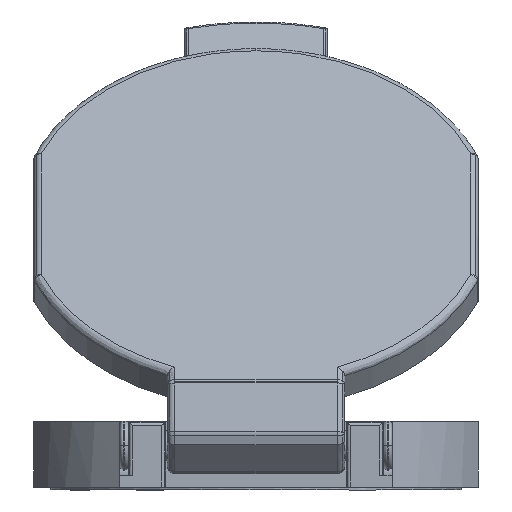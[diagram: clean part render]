
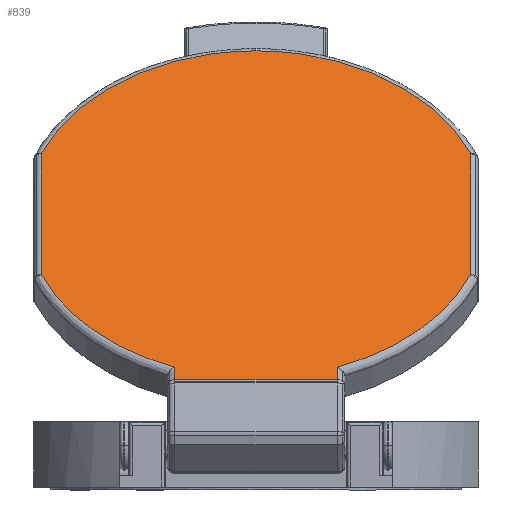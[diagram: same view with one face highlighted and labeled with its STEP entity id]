
A CAD part, front view. The second image highlights one B-rep face of the part: STEP entity #839.
In plain terms, the highlighted free-form (B-spline) face has degree [1, 1] with [2, 2] control points.
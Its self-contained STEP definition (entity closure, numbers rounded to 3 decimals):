
#707=CARTESIAN_POINT('V222',(5.5,-14.585,
   -8.894));
#708=VERTEX_POINT('V222',#707);
#722=CARTESIAN_POINT('V252',(-5.5,-14.585,
   -8.894));
#723=VERTEX_POINT('V252',#722);
#724=CARTESIAN_POINT('E153',(-5.5,-14.585,
   -8.894));
#725=CARTESIAN_POINT('E153',(5.5,-14.585,
   -8.894));
#726=QUASI_UNIFORM_CURVE('E153',1,(#724,#725),.POLYLINE_FORM.,.F.,
   .U.);
#727=EDGE_CURVE('E153',#723,#708,#726,.T.);
#745=CARTESIAN_POINT('F40',(15.95,-15.696,
   -10.004));
#746=CARTESIAN_POINT('F40',(15.95,8.732,
   14.423));
#747=CARTESIAN_POINT('F40',(-15.95,-15.696,
   -10.004));
#748=CARTESIAN_POINT('F40',(-15.95,8.732,
   14.423));
#749=QUASI_UNIFORM_SURFACE('F40',1,1,((#745,#747),(#746,#748)),
   .PLANE_SURF.,.F.,.F.,.U.);
#750=CARTESIAN_POINT('V269',(-14.5,-7.478,
   -1.787));
#751=VERTEX_POINT('V269',#750);
#752=CARTESIAN_POINT('V253',(-5.5,-13.732,
   -8.041));
#753=VERTEX_POINT('V253',#752);
#754=CARTESIAN_POINT('E152',(-14.5,-7.478,
   -1.787));
#755=CARTESIAN_POINT('E152',(-11.955,-12.012,
   -6.321));
#756=CARTESIAN_POINT('E152',(-5.5,-13.732,
   -8.041));
#764=(BOUNDED_CURVE()B_SPLINE_CURVE(2,(#754,#755,#756),
   .CIRCULAR_ARC.,.F.,.U.)CURVE()GEOMETRIC_REPRESENTATION_ITEM()
   QUASI_UNIFORM_CURVE()RATIONAL_B_SPLINE_CURVE((1.0,
   0.915,1.0))REPRESENTATION_ITEM('E152'));
#765=EDGE_CURVE('E152',#751,#753,#764,.T.);
#766=ORIENTED_EDGE('E152',*,*,#765,.T.);
#767=CARTESIAN_POINT('E122',(-5.5,-14.585,
   -8.894));
#768=CARTESIAN_POINT('E122',(-5.5,-13.732,
   -8.041));
#769=QUASI_UNIFORM_CURVE('E122',1,(#767,#768),.POLYLINE_FORM.,.F.,
   .U.);
#770=EDGE_CURVE('E122',#723,#753,#769,.T.);
#771=ORIENTED_EDGE('E122',*,*,#770,.F.);
#772=ORIENTED_EDGE('E153',*,*,#727,.T.);
#773=CARTESIAN_POINT('V221',(5.5,-13.732,
   -8.041));
#774=VERTEX_POINT('V221',#773);
#775=CARTESIAN_POINT('E86',(5.5,-13.732,
   -8.041));
#776=CARTESIAN_POINT('E86',(5.5,-14.585,
   -8.894));
#777=QUASI_UNIFORM_CURVE('E86',1,(#775,#776),.POLYLINE_FORM.,.F.,.U.
   );
#778=EDGE_CURVE('E86',#774,#708,#777,.T.);
#779=ORIENTED_EDGE('E86',*,*,#778,.F.);
#780=CARTESIAN_POINT('V270',(14.5,-7.478,
   -1.787));
#781=VERTEX_POINT('V270',#780);
#782=CARTESIAN_POINT('E154',(5.5,-13.732,
   -8.041));
#783=CARTESIAN_POINT('E154',(11.955,-12.012,
   -6.321));
#784=CARTESIAN_POINT('E154',(14.5,-7.478,
   -1.787));
#792=(BOUNDED_CURVE()B_SPLINE_CURVE(2,(#782,#783,#784),
   .CIRCULAR_ARC.,.F.,.U.)CURVE()GEOMETRIC_REPRESENTATION_ITEM()
   QUASI_UNIFORM_CURVE()RATIONAL_B_SPLINE_CURVE((1.0,
   0.915,1.0))REPRESENTATION_ITEM('E154'));
#793=EDGE_CURVE('E154',#774,#781,#792,.T.);
#794=ORIENTED_EDGE('E154',*,*,#793,.T.);
#795=CARTESIAN_POINT('V271',(14.5,0.659,
   6.35));
#796=VERTEX_POINT('V271',#795);
#797=CARTESIAN_POINT('E155',(14.5,-7.478,
   -1.787));
#798=CARTESIAN_POINT('E155',(14.5,0.659,
   6.35));
#799=QUASI_UNIFORM_CURVE('E155',1,(#797,#798),.POLYLINE_FORM.,.F.,
   .U.);
#800=EDGE_CURVE('E155',#781,#796,#799,.T.);
#801=ORIENTED_EDGE('E155',*,*,#800,.T.);
#802=CARTESIAN_POINT('V206',(0.,7.621,
   13.313));
#803=VERTEX_POINT('V206',#802);
#804=CARTESIAN_POINT('E156',(14.5,0.659,
   6.35));
#805=CARTESIAN_POINT('E156',(10.593,7.621,
   13.313));
#806=CARTESIAN_POINT('E156',(0.,7.621,
   13.313));
#814=(BOUNDED_CURVE()B_SPLINE_CURVE(2,(#804,#805,#806),
   .CIRCULAR_ARC.,.F.,.U.)CURVE()GEOMETRIC_REPRESENTATION_ITEM()
   QUASI_UNIFORM_CURVE()RATIONAL_B_SPLINE_CURVE((1.0,
   0.827,1.0))REPRESENTATION_ITEM('E156'));
#815=EDGE_CURVE('E156',#796,#803,#814,.T.);
#816=ORIENTED_EDGE('E156',*,*,#815,.T.);
#817=CARTESIAN_POINT('V208',(-14.5,0.659,
   6.35));
#818=VERTEX_POINT('V208',#817);
#819=CARTESIAN_POINT('E71',(-14.5,0.659,
   6.35));
#820=CARTESIAN_POINT('E71',(-10.593,7.621,
   13.313));
#821=CARTESIAN_POINT('E71',(0.,7.621,
   13.313));
#829=(BOUNDED_CURVE()B_SPLINE_CURVE(2,(#819,#820,#821),
   .CIRCULAR_ARC.,.F.,.U.)CURVE()GEOMETRIC_REPRESENTATION_ITEM()
   QUASI_UNIFORM_CURVE()RATIONAL_B_SPLINE_CURVE((1.0,
   0.827,1.0))REPRESENTATION_ITEM('E71'));
#830=EDGE_CURVE('E71',#818,#803,#829,.T.);
#831=ORIENTED_EDGE('E71',*,*,#830,.F.);
#832=CARTESIAN_POINT('E157',(-14.5,0.659,
   6.35));
#833=CARTESIAN_POINT('E157',(-14.5,-7.478,
   -1.787));
#834=QUASI_UNIFORM_CURVE('E157',1,(#832,#833),.POLYLINE_FORM.,.F.,
   .U.);
#835=EDGE_CURVE('E157',#818,#751,#834,.T.);
#836=ORIENTED_EDGE('E157',*,*,#835,.T.);
#837=EDGE_LOOP('F40',(#766,#771,#772,#779,#794,#801,#816,#831,#836)
   );
#838=FACE_OUTER_BOUND('F40',#837,.T.);
#839=ADVANCED_FACE('F40',(#838),#749,.T.);
